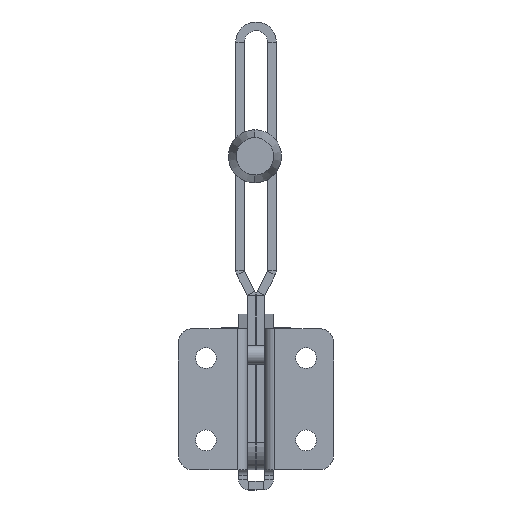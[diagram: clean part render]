
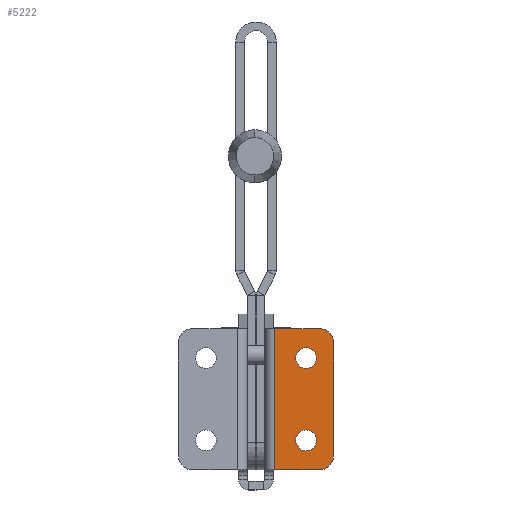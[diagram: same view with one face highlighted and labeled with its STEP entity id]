
A CAD part, front view. The second image highlights one B-rep face of the part: STEP entity #5222.
In plain terms, the highlighted planar face has unit normal (0, -1, 0).
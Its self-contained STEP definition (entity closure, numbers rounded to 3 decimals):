
#590 = EDGE_CURVE ( 'NONE', #7987, #7993, #7622, .T. ) ;
#594 = EDGE_CURVE ( 'NONE', #7979, #7981, #7630, .T. ) ;
#1002 = AXIS2_PLACEMENT_3D ( 'NONE', #6500, #6501, #6502 ) ;
#1004 = AXIS2_PLACEMENT_3D ( 'NONE', #6510, #6511, #6512 ) ;
#1155 = EDGE_CURVE ( 'NONE', #30619, #30671, #8580, .T. ) ;
#1156 = EDGE_CURVE ( 'NONE', #30498, #30619, #8577, .T. ) ;
#1157 = EDGE_CURVE ( 'NONE', #30673, #30498, #8583, .T. ) ;
#1158 = EDGE_CURVE ( 'NONE', #30697, #30673, #8584, .T. ) ;
#1159 = EDGE_CURVE ( 'NONE', #30637, #30697, #8586, .T. ) ;
#1160 = EDGE_CURVE ( 'NONE', #7993, #7987, #8587, .T. ) ;
#1161 = EDGE_CURVE ( 'NONE', #7981, #7979, #8589, .T. ) ;
#1163 = EDGE_CURVE ( 'NONE', #30637, #30671, #8591, .T. ) ;
#2056 = ORIENTED_EDGE ( 'NONE', *, *, #594, .F. ) ;
#2057 = ORIENTED_EDGE ( 'NONE', *, *, #1161, .F. ) ;
#2058 = ORIENTED_EDGE ( 'NONE', *, *, #590, .F. ) ;
#2059 = ORIENTED_EDGE ( 'NONE', *, *, #1160, .F. ) ;
#2060 = ORIENTED_EDGE ( 'NONE', *, *, #1163, .F. ) ;
#2061 = ORIENTED_EDGE ( 'NONE', *, *, #1159, .T. ) ;
#2062 = ORIENTED_EDGE ( 'NONE', *, *, #1158, .T. ) ;
#2063 = ORIENTED_EDGE ( 'NONE', *, *, #1157, .T. ) ;
#2064 = ORIENTED_EDGE ( 'NONE', *, *, #1156, .T. ) ;
#2065 = ORIENTED_EDGE ( 'NONE', *, *, #1155, .T. ) ;
#3023 = AXIS2_PLACEMENT_3D ( 'NONE', #16688, #16689, #16690 ) ;
#3025 = AXIS2_PLACEMENT_3D ( 'NONE', #16691, #16692, #16693 ) ;
#3027 = AXIS2_PLACEMENT_3D ( 'NONE', #16696, #16697, #16698 ) ;
#3030 = AXIS2_PLACEMENT_3D ( 'NONE', #16699, #16700, #16701 ) ;
#3471 = AXIS2_PLACEMENT_3D ( 'NONE', #7072, #7070, #7075 ) ;
#5222 = ADVANCED_FACE ( 'NONE', ( #12224, #12230, #12226 ), #7073, .F. ) ;
#6500 = CARTESIAN_POINT ( 'NONE',  ( 17.45, -3., 42.9 ) ) ;
#6501 = DIRECTION ( 'NONE',  ( 0., -1., 0. ) ) ;
#6502 = DIRECTION ( 'NONE',  ( 1., 0., 0. ) ) ;
#6510 = CARTESIAN_POINT ( 'NONE',  ( 17.45, -3., 14.3 ) ) ;
#6511 = DIRECTION ( 'NONE',  ( 0., -1., 0. ) ) ;
#6512 = DIRECTION ( 'NONE',  ( 1., 0., 0. ) ) ;
#7070 = DIRECTION ( 'NONE',  ( 0., 1., 0. ) ) ;
#7072 = CARTESIAN_POINT ( 'NONE',  ( 22., -3., 48.2 ) ) ;
#7073 = PLANE ( 'NONE',  #3471 ) ;
#7075 = DIRECTION ( 'NONE',  ( -1., 0., 0. ) ) ;
#7622 = CIRCLE ( 'NONE', #1002, 3.6 ) ;
#7630 = CIRCLE ( 'NONE', #1004, 3.6 ) ;
#7979 = VERTEX_POINT ( 'NONE', #24402 ) ;
#7981 = VERTEX_POINT ( 'NONE', #24404 ) ;
#7987 = VERTEX_POINT ( 'NONE', #24409 ) ;
#7993 = VERTEX_POINT ( 'NONE', #24415 ) ;
#8577 = CIRCLE ( 'NONE', #3023, 5. ) ;
#8580 = LINE ( 'NONE', #16676, #8582 ) ;
#8582 = VECTOR ( 'NONE', #16677, 1000. ) ;
#8583 = LINE ( 'NONE', #16685, #8585 ) ;
#8584 = CIRCLE ( 'NONE', #3025, 5. ) ;
#8585 = VECTOR ( 'NONE', #16681, 1000. ) ;
#8586 = LINE ( 'NONE', #16686, #8588 ) ;
#8587 = CIRCLE ( 'NONE', #3027, 3.6 ) ;
#8588 = VECTOR ( 'NONE', #16687, 1000. ) ;
#8589 = CIRCLE ( 'NONE', #3030, 3.6 ) ;
#8591 = LINE ( 'NONE', #16702, #8594 ) ;
#8594 = VECTOR ( 'NONE', #16704, 1000. ) ;
#12224 = FACE_BOUND ( 'NONE', #23079, .T. ) ;
#12226 = FACE_OUTER_BOUND ( 'NONE', #23048, .T. ) ;
#12230 = FACE_BOUND ( 'NONE', #23065, .T. ) ;
#16676 = CARTESIAN_POINT ( 'NONE',  ( 6., -3., 53.2 ) ) ;
#16677 = DIRECTION ( 'NONE',  ( -1., 0., 0. ) ) ;
#16681 = DIRECTION ( 'NONE',  ( 0., 0., 1. ) ) ;
#16685 = CARTESIAN_POINT ( 'NONE',  ( 27., -3., 48.2 ) ) ;
#16686 = CARTESIAN_POINT ( 'NONE',  ( 22., -3., 4. ) ) ;
#16687 = DIRECTION ( 'NONE',  ( 1., 0., 0. ) ) ;
#16688 = CARTESIAN_POINT ( 'NONE',  ( 22., -3., 48.2 ) ) ;
#16689 = DIRECTION ( 'NONE',  ( 0., -1., 0. ) ) ;
#16690 = DIRECTION ( 'NONE',  ( -1., 0., 0. ) ) ;
#16691 = CARTESIAN_POINT ( 'NONE',  ( 22., -3., 9. ) ) ;
#16692 = DIRECTION ( 'NONE',  ( 0., -1., 0. ) ) ;
#16693 = DIRECTION ( 'NONE',  ( -1., 0., 0. ) ) ;
#16696 = CARTESIAN_POINT ( 'NONE',  ( 17.45, -3., 42.9 ) ) ;
#16697 = DIRECTION ( 'NONE',  ( 0., -1., 0. ) ) ;
#16698 = DIRECTION ( 'NONE',  ( 1., 0., 0. ) ) ;
#16699 = CARTESIAN_POINT ( 'NONE',  ( 17.45, -3., 14.3 ) ) ;
#16700 = DIRECTION ( 'NONE',  ( 0., -1., 0. ) ) ;
#16701 = DIRECTION ( 'NONE',  ( 1., 0., 0. ) ) ;
#16702 = CARTESIAN_POINT ( 'NONE',  ( 6.5, -3., 48.2 ) ) ;
#16704 = DIRECTION ( 'NONE',  ( 0., 0., 1. ) ) ;
#23048 = EDGE_LOOP ( 'NONE', ( #2060, #2061, #2062, #2063, #2064, #2065 ) ) ;
#23065 = EDGE_LOOP ( 'NONE', ( #2058, #2059 ) ) ;
#23079 = EDGE_LOOP ( 'NONE', ( #2056, #2057 ) ) ;
#24402 = CARTESIAN_POINT ( 'NONE',  ( 13.85, -3., 14.3 ) ) ;
#24404 = CARTESIAN_POINT ( 'NONE',  ( 21.05, -3., 14.3 ) ) ;
#24409 = CARTESIAN_POINT ( 'NONE',  ( 13.85, -3., 42.9 ) ) ;
#24415 = CARTESIAN_POINT ( 'NONE',  ( 21.05, -3., 42.9 ) ) ;
#27294 = CARTESIAN_POINT ( 'NONE',  ( 27., -3., 48.2 ) ) ;
#27415 = CARTESIAN_POINT ( 'NONE',  ( 22., -3., 53.2 ) ) ;
#27433 = CARTESIAN_POINT ( 'NONE',  ( 6.5, -3., 4. ) ) ;
#27467 = CARTESIAN_POINT ( 'NONE',  ( 6.5, -3., 53.2 ) ) ;
#27469 = CARTESIAN_POINT ( 'NONE',  ( 27., -3., 9. ) ) ;
#27493 = CARTESIAN_POINT ( 'NONE',  ( 22., -3., 4. ) ) ;
#30498 = VERTEX_POINT ( 'NONE', #27294 ) ;
#30619 = VERTEX_POINT ( 'NONE', #27415 ) ;
#30637 = VERTEX_POINT ( 'NONE', #27433 ) ;
#30671 = VERTEX_POINT ( 'NONE', #27467 ) ;
#30673 = VERTEX_POINT ( 'NONE', #27469 ) ;
#30697 = VERTEX_POINT ( 'NONE', #27493 ) ;
